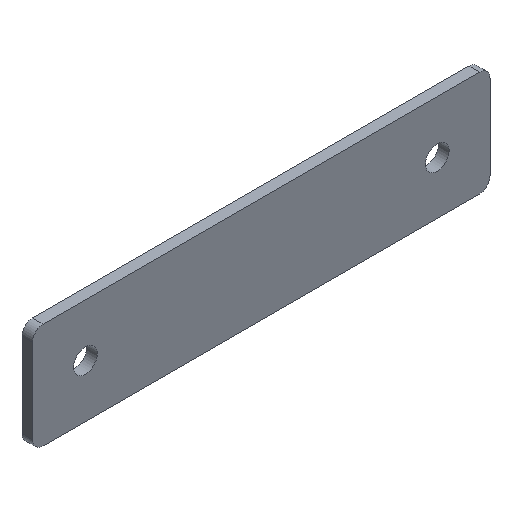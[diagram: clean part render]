
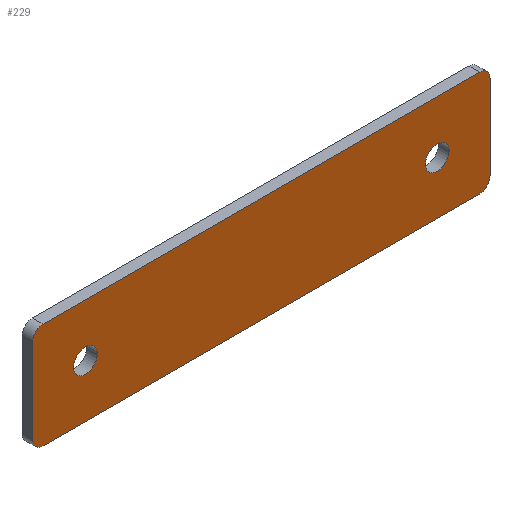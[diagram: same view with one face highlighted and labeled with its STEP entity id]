
A CAD part, isometric view. The second image highlights one B-rep face of the part: STEP entity #229.
In plain terms, the highlighted planar face has unit normal (0, -1, 0).
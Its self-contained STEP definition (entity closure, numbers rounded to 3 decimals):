
#15=FACE_BOUND('',#40,.T.);
#16=FACE_BOUND('',#41,.T.);
#20=PLANE('',#263);
#27=FACE_OUTER_BOUND('',#39,.T.);
#39=EDGE_LOOP('',(#165,#166,#167,#168,#169,#170,#171,#172));
#40=EDGE_LOOP('',(#173));
#41=EDGE_LOOP('',(#174));
#55=LINE('',#369,#73);
#58=LINE('',#375,#76);
#59=LINE('',#379,#77);
#60=LINE('',#383,#78);
#73=VECTOR('',#297,10.);
#76=VECTOR('',#302,10.);
#77=VECTOR('',#305,10.);
#78=VECTOR('',#308,10.);
#90=CIRCLE('',#261,2.);
#91=CIRCLE('',#264,2.);
#92=CIRCLE('',#265,2.);
#93=CIRCLE('',#266,2.);
#94=CIRCLE('',#267,2.25);
#95=CIRCLE('',#268,2.25);
#105=VERTEX_POINT('',#362);
#106=VERTEX_POINT('',#364);
#107=VERTEX_POINT('',#368);
#109=VERTEX_POINT('',#374);
#110=VERTEX_POINT('',#376);
#111=VERTEX_POINT('',#378);
#112=VERTEX_POINT('',#380);
#113=VERTEX_POINT('',#382);
#114=VERTEX_POINT('',#385);
#115=VERTEX_POINT('',#387);
#127=EDGE_CURVE('',#105,#106,#90,.T.);
#129=EDGE_CURVE('',#106,#107,#55,.T.);
#132=EDGE_CURVE('',#109,#105,#58,.T.);
#133=EDGE_CURVE('',#110,#109,#91,.T.);
#134=EDGE_CURVE('',#111,#110,#59,.T.);
#135=EDGE_CURVE('',#112,#111,#92,.T.);
#136=EDGE_CURVE('',#113,#112,#60,.T.);
#137=EDGE_CURVE('',#107,#113,#93,.T.);
#138=EDGE_CURVE('',#114,#114,#94,.T.);
#139=EDGE_CURVE('',#115,#115,#95,.T.);
#165=ORIENTED_EDGE('',*,*,#127,.F.);
#166=ORIENTED_EDGE('',*,*,#132,.F.);
#167=ORIENTED_EDGE('',*,*,#133,.F.);
#168=ORIENTED_EDGE('',*,*,#134,.F.);
#169=ORIENTED_EDGE('',*,*,#135,.F.);
#170=ORIENTED_EDGE('',*,*,#136,.F.);
#171=ORIENTED_EDGE('',*,*,#137,.F.);
#172=ORIENTED_EDGE('',*,*,#129,.F.);
#173=ORIENTED_EDGE('',*,*,#138,.T.);
#174=ORIENTED_EDGE('',*,*,#139,.T.);
#229=ADVANCED_FACE('',(#27,#15,#16),#20,.T.);
#261=AXIS2_PLACEMENT_3D('',#365,#292,#293);
#263=AXIS2_PLACEMENT_3D('',#373,#300,#301);
#264=AXIS2_PLACEMENT_3D('',#377,#303,#304);
#265=AXIS2_PLACEMENT_3D('',#381,#306,#307);
#266=AXIS2_PLACEMENT_3D('',#384,#309,#310);
#267=AXIS2_PLACEMENT_3D('',#386,#311,#312);
#268=AXIS2_PLACEMENT_3D('',#388,#313,#314);
#292=DIRECTION('center_axis',(0.,1.,0.));
#293=DIRECTION('ref_axis',(-0.707,0.,-0.707));
#297=DIRECTION('',(0.,0.,1.));
#300=DIRECTION('center_axis',(0.,-1.,0.));
#301=DIRECTION('ref_axis',(0.,0.,-1.));
#302=DIRECTION('',(-1.,0.,0.));
#303=DIRECTION('center_axis',(0.,1.,0.));
#304=DIRECTION('ref_axis',(0.707,0.,-0.707));
#305=DIRECTION('',(0.,0.,-1.));
#306=DIRECTION('center_axis',(0.,1.,0.));
#307=DIRECTION('ref_axis',(0.707,0.,0.707));
#308=DIRECTION('',(1.,0.,0.));
#309=DIRECTION('center_axis',(0.,1.,0.));
#310=DIRECTION('ref_axis',(-0.707,0.,0.707));
#311=DIRECTION('center_axis',(0.,1.,0.));
#312=DIRECTION('ref_axis',(1.,0.,0.));
#313=DIRECTION('center_axis',(0.,1.,0.));
#314=DIRECTION('ref_axis',(1.,0.,0.));
#362=CARTESIAN_POINT('',(-41.353,0.,-10.));
#364=CARTESIAN_POINT('',(-43.353,0.,-8.));
#365=CARTESIAN_POINT('Origin',(-41.353,0.,-8.));
#368=CARTESIAN_POINT('',(-43.353,0.,8.));
#369=CARTESIAN_POINT('',(-43.353,0.,-10.));
#373=CARTESIAN_POINT('Origin',(0.,0.,0.));
#374=CARTESIAN_POINT('',(41.353,0.,-10.));
#375=CARTESIAN_POINT('',(43.353,0.,-10.));
#376=CARTESIAN_POINT('',(43.353,0.,-8.));
#377=CARTESIAN_POINT('Origin',(41.353,0.,-8.));
#378=CARTESIAN_POINT('',(43.353,0.,8.));
#379=CARTESIAN_POINT('',(43.353,0.,10.));
#380=CARTESIAN_POINT('',(41.353,0.,10.));
#381=CARTESIAN_POINT('Origin',(41.353,0.,8.));
#382=CARTESIAN_POINT('',(-41.353,0.,10.));
#383=CARTESIAN_POINT('',(-43.353,0.,10.));
#384=CARTESIAN_POINT('Origin',(-41.353,0.,8.));
#385=CARTESIAN_POINT('',(-35.603,0.,0.));
#386=CARTESIAN_POINT('Origin',(-33.353,0.,0.));
#387=CARTESIAN_POINT('',(31.103,0.,0.));
#388=CARTESIAN_POINT('Origin',(33.353,0.,0.));
